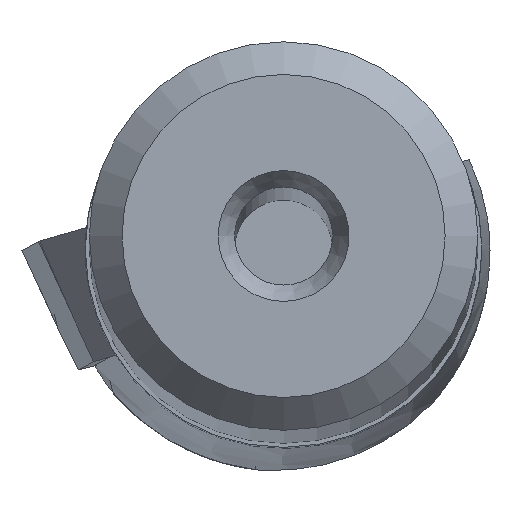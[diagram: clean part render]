
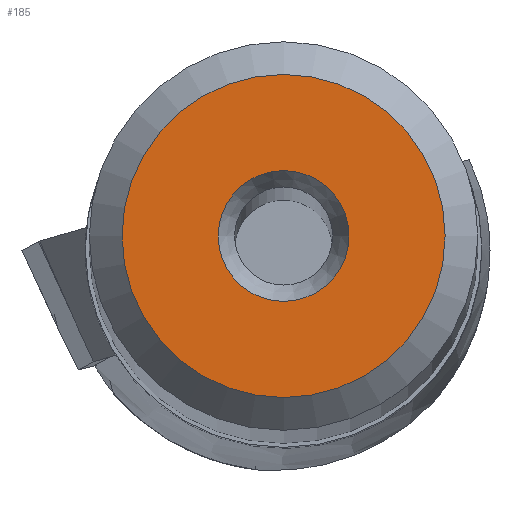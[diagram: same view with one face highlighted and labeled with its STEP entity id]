
A CAD part, top view. The second image highlights one B-rep face of the part: STEP entity #185.
In plain terms, the highlighted planar face has unit normal (0, 0, 1).
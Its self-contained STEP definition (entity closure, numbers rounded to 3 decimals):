
#185=ADVANCED_FACE('',(#247,#248),#216,.T.);
#216=PLANE('',#953);
#247=FACE_BOUND('',#288,.T.);
#248=FACE_BOUND('',#289,.T.);
#288=EDGE_LOOP('',(#452));
#289=EDGE_LOOP('',(#453));
#331=CIRCLE('',#951,1.976);
#332=CIRCLE('',#952,0.8);
#452=ORIENTED_EDGE('',*,*,#683,.T.);
#453=ORIENTED_EDGE('',*,*,#684,.T.);
#596=VERTEX_POINT('',#1512);
#597=VERTEX_POINT('',#1514);
#683=EDGE_CURVE('',#596,#596,#331,.T.);
#684=EDGE_CURVE('',#597,#597,#332,.T.);
#951=AXIS2_PLACEMENT_3D('',#1511,#1133,#1134);
#952=AXIS2_PLACEMENT_3D('',#1513,#1135,#1136);
#953=AXIS2_PLACEMENT_3D('',#1515,#1137,#1138);
#1133=DIRECTION('',(0.,0.,1.));
#1134=DIRECTION('',(1.,0.,0.));
#1135=DIRECTION('',(0.,0.,-1.));
#1136=DIRECTION('',(-1.,0.,0.));
#1137=DIRECTION('',(0.,0.,1.));
#1138=DIRECTION('',(1.,0.,0.));
#1511=CARTESIAN_POINT('',(0.,0.,0.));
#1512=CARTESIAN_POINT('',(1.976,0.,0.));
#1513=CARTESIAN_POINT('',(0.,0.,0.));
#1514=CARTESIAN_POINT('',(-0.8,0.,0.));
#1515=CARTESIAN_POINT('',(0.,0.,0.));
